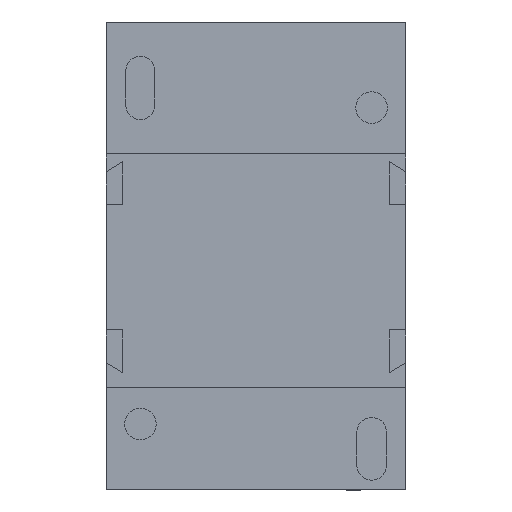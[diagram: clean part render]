
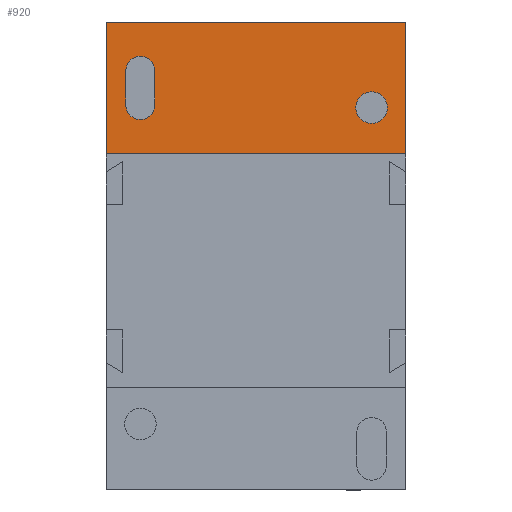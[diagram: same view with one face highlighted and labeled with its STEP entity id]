
A CAD part, front view. The second image highlights one B-rep face of the part: STEP entity #920.
In plain terms, the highlighted planar face has unit normal (0, -1, 0).
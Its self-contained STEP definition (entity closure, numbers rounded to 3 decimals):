
#47 = VERTEX_POINT ( 'NONE', #1640 ) ;
#74 = CARTESIAN_POINT ( 'NONE',  ( 22.75, 0., 17.2 ) ) ;
#93 = CARTESIAN_POINT ( 'NONE',  ( 22.75, 0., 17.2 ) ) ;
#153 = DIRECTION ( 'NONE',  ( 0., 0., -1. ) ) ;
#368 = ORIENTED_EDGE ( 'NONE', *, *, #4755, .F. ) ;
#562 = EDGE_CURVE ( 'NONE', #691, #5500, #1836, .T. ) ;
#569 = CARTESIAN_POINT ( 'NONE',  ( -15.35, 0., 24.6 ) ) ;
#579 = DIRECTION ( 'NONE',  ( 0., -1., 0. ) ) ;
#644 = EDGE_CURVE ( 'NONE', #5500, #5244, #4382, .T. ) ;
#648 = EDGE_CURVE ( 'NONE', #4533, #4875, #2490, .T. ) ;
#691 = VERTEX_POINT ( 'NONE', #3938 ) ;
#719 = ORIENTED_EDGE ( 'NONE', *, *, #562, .F. ) ;
#741 = CIRCLE ( 'NONE', #849, 2.4 ) ;
#758 = ORIENTED_EDGE ( 'NONE', *, *, #3746, .F. ) ;
#849 = AXIS2_PLACEMENT_3D ( 'NONE', #5406, #4957, #1676 ) ;
#915 = CARTESIAN_POINT ( 'NONE',  ( 22.75, 0., 17.2 ) ) ;
#920 = ADVANCED_FACE ( 'NONE', ( #6435, #5437, #3866 ), #3214, .F. ) ;
#1061 = CARTESIAN_POINT ( 'NONE',  ( 17.55, 0., 24.2 ) ) ;
#1189 = VERTEX_POINT ( 'NONE', #6723 ) ;
#1223 = EDGE_CURVE ( 'NONE', #2807, #691, #4744, .T. ) ;
#1225 = DIRECTION ( 'NONE',  ( 0., -1., 0. ) ) ;
#1375 = VERTEX_POINT ( 'NONE', #5294 ) ;
#1391 = VERTEX_POINT ( 'NONE', #2239 ) ;
#1431 = EDGE_LOOP ( 'NONE', ( #4863, #3136, #1470, #6252 ) ) ;
#1470 = ORIENTED_EDGE ( 'NONE', *, *, #4717, .F. ) ;
#1493 = DIRECTION ( 'NONE',  ( 0., 0., -1. ) ) ;
#1640 = CARTESIAN_POINT ( 'NONE',  ( 17.55, 0., 26.6 ) ) ;
#1676 = DIRECTION ( 'NONE',  ( 0., 0., -1. ) ) ;
#1678 = LINE ( 'NONE', #569, #3089 ) ;
#1680 = CARTESIAN_POINT ( 'NONE',  ( -17.55, 0., 24.6 ) ) ;
#1764 = LINE ( 'NONE', #3889, #2621 ) ;
#1836 = CIRCLE ( 'NONE', #4684, 2.2 ) ;
#1982 = DIRECTION ( 'NONE',  ( -1., 0., 0. ) ) ;
#2164 = DIRECTION ( 'NONE',  ( 0., 0., -1. ) ) ;
#2198 = EDGE_CURVE ( 'NONE', #1391, #47, #741, .T. ) ;
#2239 = CARTESIAN_POINT ( 'NONE',  ( 17.55, 0., 21.8 ) ) ;
#2276 = DIRECTION ( 'NONE',  ( 0., 1., 0. ) ) ;
#2326 = CARTESIAN_POINT ( 'NONE',  ( -15.35, 0., 24.6 ) ) ;
#2368 = ORIENTED_EDGE ( 'NONE', *, *, #644, .F. ) ;
#2488 = LINE ( 'NONE', #2973, #2757 ) ;
#2490 = LINE ( 'NONE', #915, #5481 ) ;
#2569 = CARTESIAN_POINT ( 'NONE',  ( -19.75, 0., 29.8 ) ) ;
#2621 = VECTOR ( 'NONE', #5533, 1000. ) ;
#2675 = LINE ( 'NONE', #93, #4925 ) ;
#2712 = CARTESIAN_POINT ( 'NONE',  ( -17.55, 0., 29.8 ) ) ;
#2757 = VECTOR ( 'NONE', #4653, 1000. ) ;
#2807 = VERTEX_POINT ( 'NONE', #2569 ) ;
#2937 = EDGE_CURVE ( 'NONE', #5244, #1189, #1678, .T. ) ;
#2973 = CARTESIAN_POINT ( 'NONE',  ( 22.75, 0., 37.2 ) ) ;
#3089 = VECTOR ( 'NONE', #4690, 1000. ) ;
#3136 = ORIENTED_EDGE ( 'NONE', *, *, #648, .F. ) ;
#3143 = CARTESIAN_POINT ( 'NONE',  ( -17.55, 0., 22.4 ) ) ;
#3213 = EDGE_CURVE ( 'NONE', #4028, #1375, #2488, .T. ) ;
#3214 = PLANE ( 'NONE',  #5042 ) ;
#3289 = CIRCLE ( 'NONE', #4171, 2.4 ) ;
#3614 = EDGE_LOOP ( 'NONE', ( #4954, #368 ) ) ;
#3746 = EDGE_CURVE ( 'NONE', #1189, #2807, #5388, .T. ) ;
#3804 = CARTESIAN_POINT ( 'NONE',  ( -17.55, 0., 24.6 ) ) ;
#3866 = FACE_OUTER_BOUND ( 'NONE', #1431, .T. ) ;
#3889 = CARTESIAN_POINT ( 'NONE',  ( -22.75, 0., 17.2 ) ) ;
#3938 = CARTESIAN_POINT ( 'NONE',  ( -19.75, 0., 24.6 ) ) ;
#3976 = EDGE_LOOP ( 'NONE', ( #758, #5120, #2368, #719, #5966 ) ) ;
#4028 = VERTEX_POINT ( 'NONE', #6662 ) ;
#4171 = AXIS2_PLACEMENT_3D ( 'NONE', #1061, #579, #5837 ) ;
#4382 = CIRCLE ( 'NONE', #6363, 2.2 ) ;
#4486 = EDGE_CURVE ( 'NONE', #1375, #4875, #1764, .T. ) ;
#4533 = VERTEX_POINT ( 'NONE', #6565 ) ;
#4653 = DIRECTION ( 'NONE',  ( -1., 0., 0. ) ) ;
#4684 = AXIS2_PLACEMENT_3D ( 'NONE', #1680, #1225, #153 ) ;
#4690 = DIRECTION ( 'NONE',  ( 0., 0., 1. ) ) ;
#4717 = EDGE_CURVE ( 'NONE', #4028, #4533, #2675, .T. ) ;
#4744 = LINE ( 'NONE', #6196, #6523 ) ;
#4755 = EDGE_CURVE ( 'NONE', #47, #1391, #3289, .T. ) ;
#4770 = DIRECTION ( 'NONE',  ( 0., -1., 0. ) ) ;
#4863 = ORIENTED_EDGE ( 'NONE', *, *, #4486, .T. ) ;
#4875 = VERTEX_POINT ( 'NONE', #6455 ) ;
#4925 = VECTOR ( 'NONE', #2164, 1000. ) ;
#4954 = ORIENTED_EDGE ( 'NONE', *, *, #2198, .F. ) ;
#4957 = DIRECTION ( 'NONE',  ( 0., -1., 0. ) ) ;
#5042 = AXIS2_PLACEMENT_3D ( 'NONE', #74, #2276, #5990 ) ;
#5066 = DIRECTION ( 'NONE',  ( 0., 0., -1. ) ) ;
#5120 = ORIENTED_EDGE ( 'NONE', *, *, #2937, .F. ) ;
#5244 = VERTEX_POINT ( 'NONE', #2326 ) ;
#5294 = CARTESIAN_POINT ( 'NONE',  ( -22.75, 0., 37.2 ) ) ;
#5380 = DIRECTION ( 'NONE',  ( 0., -1., 0. ) ) ;
#5388 = CIRCLE ( 'NONE', #5502, 2.2 ) ;
#5406 = CARTESIAN_POINT ( 'NONE',  ( 17.55, 0., 24.2 ) ) ;
#5437 = FACE_BOUND ( 'NONE', #3976, .T. ) ;
#5481 = VECTOR ( 'NONE', #1982, 1000. ) ;
#5500 = VERTEX_POINT ( 'NONE', #3143 ) ;
#5502 = AXIS2_PLACEMENT_3D ( 'NONE', #2712, #4770, #6359 ) ;
#5533 = DIRECTION ( 'NONE',  ( 0., 0., -1. ) ) ;
#5837 = DIRECTION ( 'NONE',  ( 0., 0., -1. ) ) ;
#5966 = ORIENTED_EDGE ( 'NONE', *, *, #1223, .F. ) ;
#5990 = DIRECTION ( 'NONE',  ( 0., 0., 1. ) ) ;
#6196 = CARTESIAN_POINT ( 'NONE',  ( -19.75, 0., 24.6 ) ) ;
#6252 = ORIENTED_EDGE ( 'NONE', *, *, #3213, .T. ) ;
#6359 = DIRECTION ( 'NONE',  ( 0., 0., -1. ) ) ;
#6363 = AXIS2_PLACEMENT_3D ( 'NONE', #3804, #5380, #5066 ) ;
#6435 = FACE_BOUND ( 'NONE', #3614, .T. ) ;
#6455 = CARTESIAN_POINT ( 'NONE',  ( -22.75, 0., 17.2 ) ) ;
#6523 = VECTOR ( 'NONE', #1493, 1000. ) ;
#6565 = CARTESIAN_POINT ( 'NONE',  ( 22.75, 0., 17.2 ) ) ;
#6662 = CARTESIAN_POINT ( 'NONE',  ( 22.75, 0., 37.2 ) ) ;
#6723 = CARTESIAN_POINT ( 'NONE',  ( -15.35, 0., 29.8 ) ) ;
